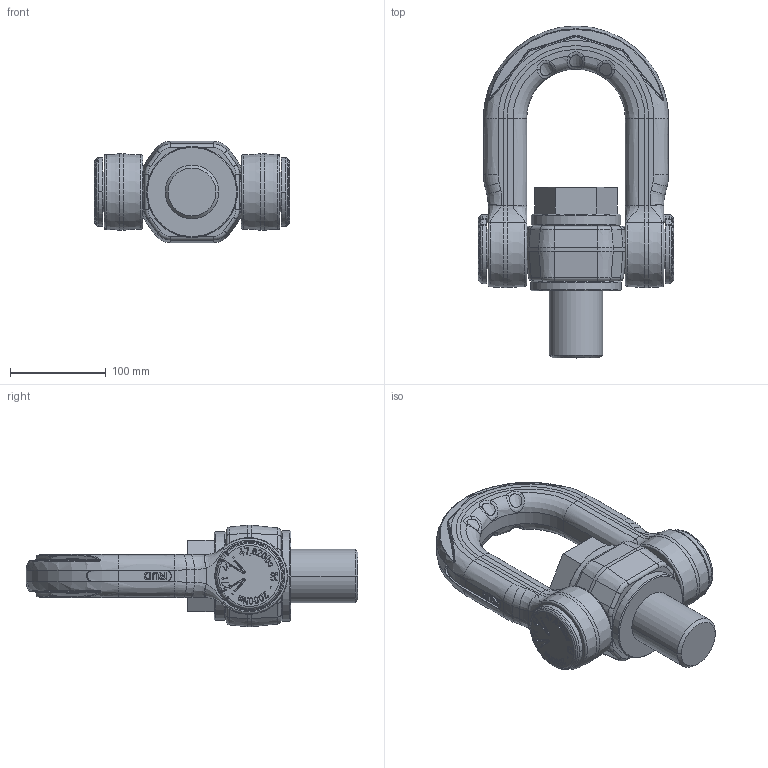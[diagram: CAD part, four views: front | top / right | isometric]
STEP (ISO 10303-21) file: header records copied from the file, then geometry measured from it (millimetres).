
FILE_DESCRIPTION((''),'2;1');
FILE_NAME('001-M36072-P-1_ASM','2023-04-13T08:32:55',('Simon.Haas'),(''),'CREO PARAMETRIC BY PTC INC, 2022162','CREO PARAMETRIC BY PTC INC, 2022162','');
FILE_SCHEMA(('AP242_MANAGED_MODEL_BASED_3D_ENGINEERING_MIM_LF { 1 0 10303 442 1 1 4 }'));
Products named in the file (9): 001-M36063-P-6; S235JRG2; 001-M36063-P-4; 001-M36072-P-56; 001-M36072-P-10; 001-M36072-P-1_ASM
Assembly tree (5 placements, depth 2):
  S235JRG2
  S235JRG2
  S235JRG2
  S235JRG2
  001-M36072-P-1_ASM
    001-M36063-P-6
    001-M36063-P-4
    001-M36072-P-56  x2
    001-M36072-P-10
Bounding box: 203.6 x 346.5 x 106 mm (x, y, z)
Volume: 2194330.8 mm3; surface area: 241129.3 mm2
Topology: 5 solids, 5 shells, 2157 faces, 5738 edges, 3692 vertices
Faces by surface type: plane 1569, bspline 359, cylinder 137, torus 50, cone 42
Entity records: 64465 total; most frequent: CARTESIAN_POINT 28461, ORIENTED_EDGE 7282, DIRECTION 5783, EDGE_CURVE 3641, VECTOR 2735, LINE 2735, VERTEX_POINT 2320, AXIS2_PLACEMENT_3D 1524
